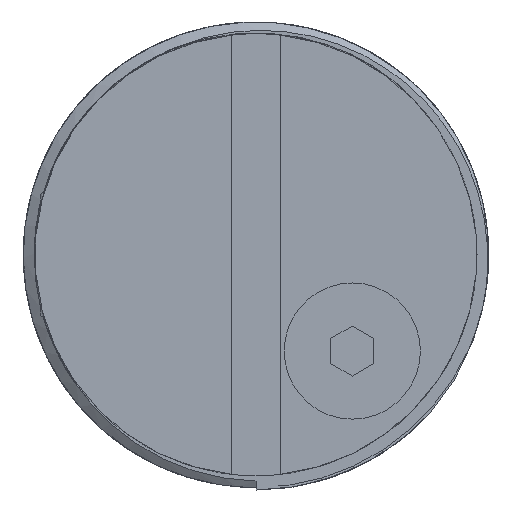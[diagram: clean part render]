
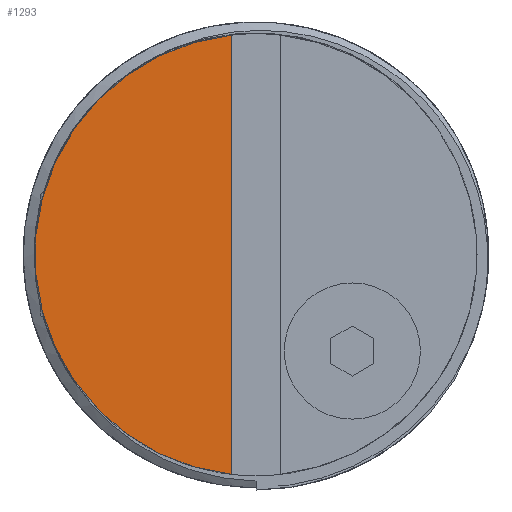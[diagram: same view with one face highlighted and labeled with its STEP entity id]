
A CAD part, left-side view. The second image highlights one B-rep face of the part: STEP entity #1293.
In plain terms, the highlighted planar face has unit normal (-1, 0, 0).
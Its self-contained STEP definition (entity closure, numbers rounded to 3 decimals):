
#35=PLANE('',#1422);
#118=FACE_OUTER_BOUND('',#196,.T.);
#196=EDGE_LOOP('',(#1135,#1136));
#224=CIRCLE('',#1369,17.85);
#381=LINE('',#6547,#466);
#466=VECTOR('',#1695,1000.);
#558=VERTEX_POINT('',#3856);
#559=VERTEX_POINT('',#3858);
#720=EDGE_CURVE('',#559,#558,#224,.T.);
#791=EDGE_CURVE('',#558,#559,#381,.T.);
#1135=ORIENTED_EDGE('',*,*,#791,.T.);
#1136=ORIENTED_EDGE('',*,*,#720,.T.);
#1293=ADVANCED_FACE('',(#118),#35,.T.);
#1369=AXIS2_PLACEMENT_3D('',#3859,#1556,#1557);
#1422=AXIS2_PLACEMENT_3D('',#6546,#1693,#1694);
#1556=DIRECTION('center_axis',(-1.,0.,0.));
#1557=DIRECTION('ref_axis',(0.,0.,1.));
#1693=DIRECTION('center_axis',(-1.,0.,0.));
#1694=DIRECTION('ref_axis',(0.,0.,1.));
#1695=DIRECTION('',(0.,0.,1.));
#3856=CARTESIAN_POINT('',(-86.5,2.,-17.738));
#3858=CARTESIAN_POINT('',(-86.5,2.,17.738));
#3859=CARTESIAN_POINT('Origin',(-86.5,0.,0.));
#6546=CARTESIAN_POINT('Origin',(-86.5,0.,0.));
#6547=CARTESIAN_POINT('',(-86.5,2.,-19.));
